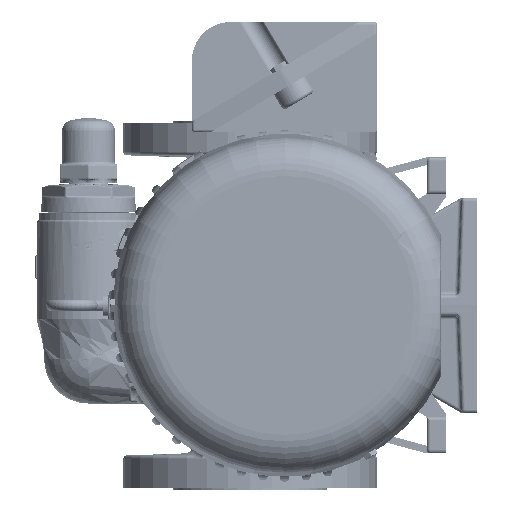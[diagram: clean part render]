
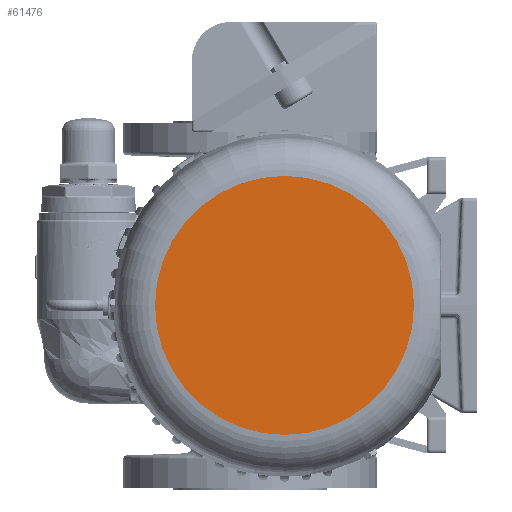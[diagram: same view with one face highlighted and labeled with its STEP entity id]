
A CAD part, left-side view. The second image highlights one B-rep face of the part: STEP entity #61476.
In plain terms, the highlighted planar face has unit normal (-1, 0, 0).
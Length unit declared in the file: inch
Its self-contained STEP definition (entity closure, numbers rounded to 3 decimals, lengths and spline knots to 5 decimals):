
#61476 = ADVANCED_FACE ( 'NONE', ( #292596 ), #65512, .T. ) ;
#65512 = PLANE ( 'NONE',  #214447 ) ;
#79217 = AXIS2_PLACEMENT_3D ( 'NONE', #155697, #286645, #405239 ) ;
#108659 = EDGE_CURVE ( 'NONE', #476145, #375188, #433203, .T. ) ;
#109285 = ORIENTED_EDGE ( 'NONE', *, *, #473739, .F. ) ;
#111478 = DIRECTION ( 'NONE',  ( -1., 0., 0. ) ) ;
#152204 = DIRECTION ( 'NONE',  ( 1., 0., 0. ) ) ;
#155697 = CARTESIAN_POINT ( 'NONE',  ( -16.465, 0., 0. ) ) ;
#158147 = CARTESIAN_POINT ( 'NONE',  ( -16.465, 0., -4.20938 ) ) ;
#214447 = AXIS2_PLACEMENT_3D ( 'NONE', #428464, #111478, #226535 ) ;
#226535 = DIRECTION ( 'NONE',  ( 0., 0., 1. ) ) ;
#235317 = DIRECTION ( 'NONE',  ( 0., 1., 0. ) ) ;
#286645 = DIRECTION ( 'NONE',  ( 1., 0., 0. ) ) ;
#292596 = FACE_OUTER_BOUND ( 'NONE', #339643, .T. ) ;
#339643 = EDGE_LOOP ( 'NONE', ( #109285, #421705 ) ) ;
#342130 = AXIS2_PLACEMENT_3D ( 'NONE', #394825, #152204, #235317 ) ;
#375188 = VERTEX_POINT ( 'NONE', #158147 ) ;
#394825 = CARTESIAN_POINT ( 'NONE',  ( -16.465, 0., 0. ) ) ;
#402843 = CIRCLE ( 'NONE', #79217, 4.20938 ) ;
#405239 = DIRECTION ( 'NONE',  ( 0., 1., 0. ) ) ;
#421705 = ORIENTED_EDGE ( 'NONE', *, *, #108659, .F. ) ;
#428464 = CARTESIAN_POINT ( 'NONE',  ( -16.465, 5.05361, 5.05126 ) ) ;
#433203 = CIRCLE ( 'NONE', #342130, 4.20938 ) ;
#473739 = EDGE_CURVE ( 'NONE', #375188, #476145, #402843, .T. ) ;
#476145 = VERTEX_POINT ( 'NONE', #511185 ) ;
#511185 = CARTESIAN_POINT ( 'NONE',  ( -16.465, 0., 4.20938 ) ) ;
